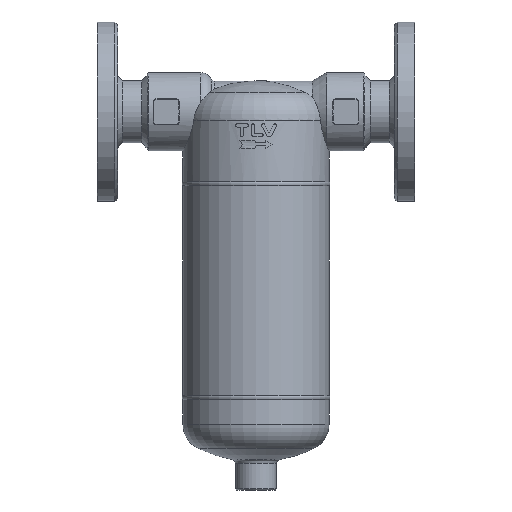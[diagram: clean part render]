
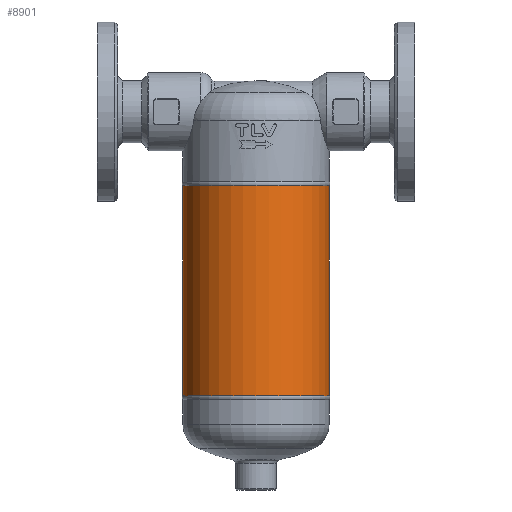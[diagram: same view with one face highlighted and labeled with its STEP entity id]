
A CAD part, front view. The second image highlights one B-rep face of the part: STEP entity #8901.
In plain terms, the highlighted cylindrical face has radius 57.15 mm (diameter 114.3 mm), a full revolution.
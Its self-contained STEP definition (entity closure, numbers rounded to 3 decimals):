
#8620=CARTESIAN_POINT('',(-57.15,0.,-165.326));
#8621=VERTEX_POINT('',#8620);
#8622=CARTESIAN_POINT('',(0.,0.0,-165.326));
#8623=DIRECTION('',(0.0,0.0,-1.0));
#8624=DIRECTION('',(1.0,0.0,0.0));
#8625=AXIS2_PLACEMENT_3D('',#8622,#8623,#8624);
#8626=CIRCLE('',#8625,57.15);
#8627=EDGE_CURVE('',#8621,#8621,#8626,.T.);
#8637=CARTESIAN_POINT('',(-57.15,0.,-1.674));
#8638=VERTEX_POINT('',#8637);
#8639=CARTESIAN_POINT('',(0.,0.0,-1.674));
#8640=DIRECTION('',(0.0,0.0,1.0));
#8641=DIRECTION('',(1.0,0.0,0.0));
#8642=AXIS2_PLACEMENT_3D('',#8639,#8640,#8641);
#8643=CIRCLE('',#8642,57.15);
#8644=EDGE_CURVE('',#8638,#8638,#8643,.T.);
#8890=CARTESIAN_POINT('',(0.,0.0,0.));
#8891=DIRECTION('',(0.,0.0,-1.0));
#8892=DIRECTION('',(1.0,0.0,0.0));
#8893=AXIS2_PLACEMENT_3D('',#8890,#8891,#8892);
#8894=CYLINDRICAL_SURFACE('',#8893,57.15);
#8895=ORIENTED_EDGE('',*,*,#8644,.F.);
#8896=EDGE_LOOP('',(#8895));
#8897=FACE_OUTER_BOUND('',#8896,.T.);
#8898=ORIENTED_EDGE('',*,*,#8627,.F.);
#8899=EDGE_LOOP('',(#8898));
#8900=FACE_BOUND('',#8899,.T.);
#8901=ADVANCED_FACE('',(#8897,#8900),#8894,.T.);
